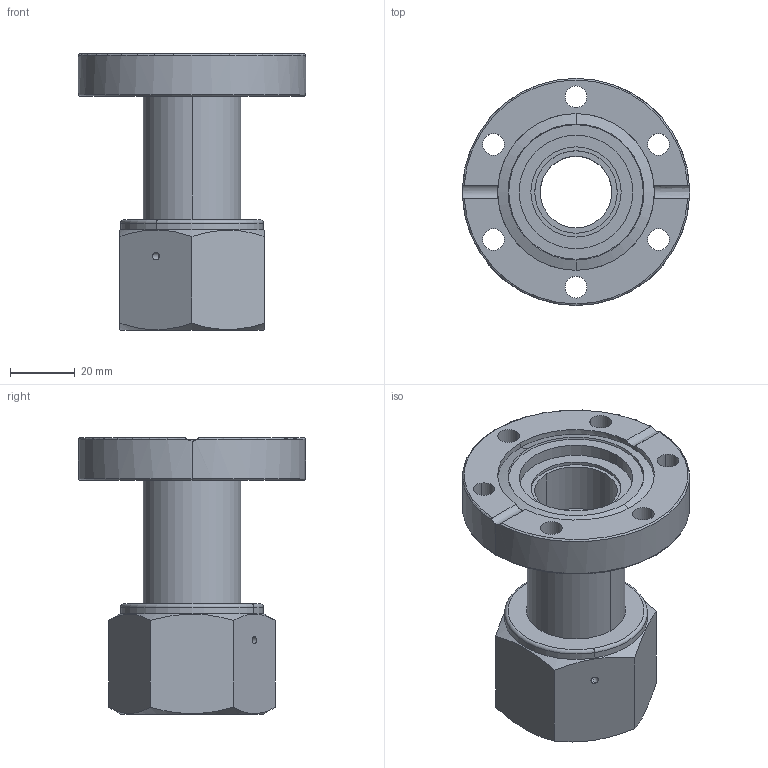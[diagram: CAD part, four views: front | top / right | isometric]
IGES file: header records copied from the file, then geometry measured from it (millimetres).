
Global section: file name: No Iges File Name specified; native system: AutoDesk Inventor R12.0; preprocessor: AutoDesk Inventor Iges Exporter R12.0; date: 20090415.145433; units: millimetre
Bounding box: 70 x 70 x 85.14 mm (x, y, z)
Volume: 75343.8 mm3; surface area: 33263.5 mm2
Topology: 3 solids, 3 shells, 88 faces, 210 edges, 132 vertices
Faces by surface type: revolution 29, plane 20, bspline 13, cylinder 10, torus 8, cone 8
